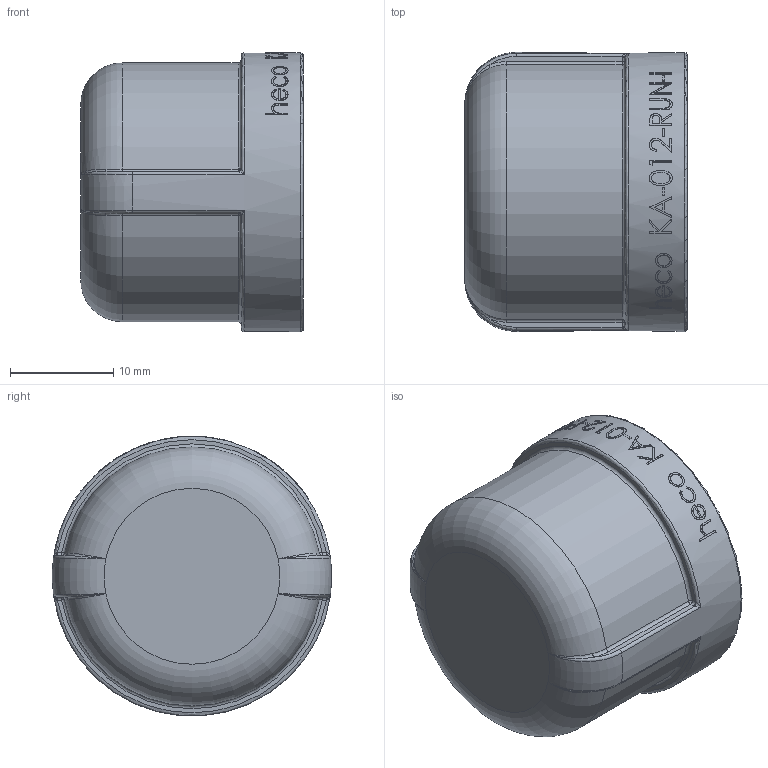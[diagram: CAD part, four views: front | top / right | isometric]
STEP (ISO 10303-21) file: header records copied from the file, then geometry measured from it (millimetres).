
FILE_DESCRIPTION (( 'STEP AP214' ), '1' );
FILE_NAME ('KA-012-RUN-I 2310.STEP', '2023-10-16T10:37:52', ( '' ), ( '' ), 'SwSTEP 2.0', 'SolidWorks 2019', '' );
FILE_SCHEMA (( 'AUTOMOTIVE_DESIGN' ));
Length unit declared in the file: millimetre
Products named in the file (1): KA-012-RUN-I 2310
Bounding box: 21.5 x 26.99 x 27.02 mm (x, y, z)
Volume: 5001.2 mm3; surface area: 3965.1 mm2
Topology: 1 solids, 1 shells, 236 faces, 596 edges, 377 vertices
Faces by surface type: bspline 103, plane 79, cylinder 38, torus 10, sphere 4, cone 2
Full cylindrical faces by diameter (mm): 18.631 x1, 21.155 x1, 27 x1
Entity records: 16952 total; most frequent: CARTESIAN_POINT 10384, ORIENTED_EDGE 1154, DIRECTION 623, EDGE_CURVE 577, VERTEX_POINT 373, B_SPLINE_CURVE_WITH_KNOTS 337, EDGE_LOOP 266, AXIS2_PLACEMENT_3D 249
